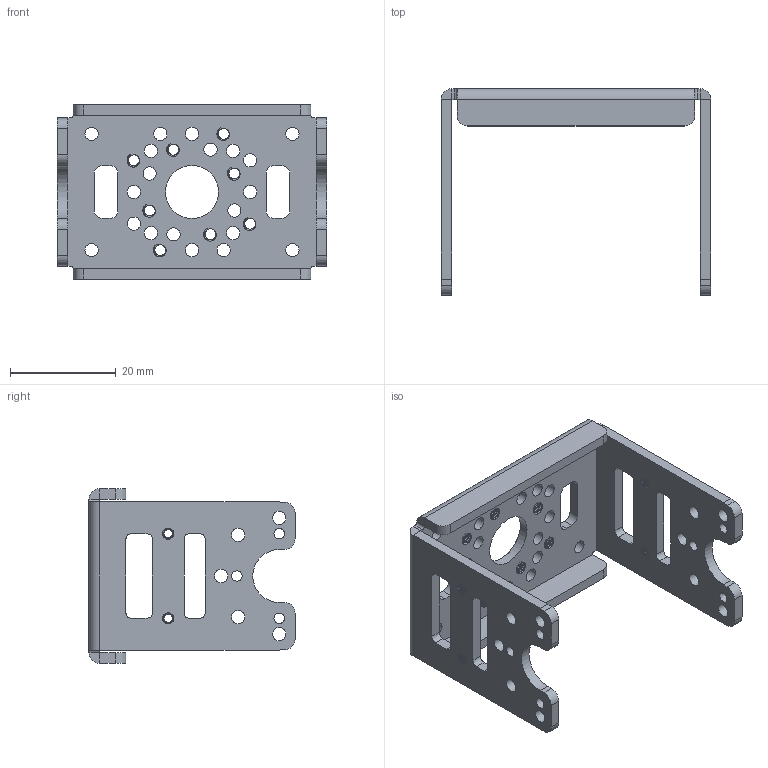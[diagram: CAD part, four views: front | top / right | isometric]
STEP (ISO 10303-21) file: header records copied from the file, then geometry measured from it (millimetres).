
FILE_DESCRIPTION(/* description */ (''),/* implementation_level */ '2;1');
FILE_NAME(/* name */ 'FR05-H101.step',/* time_stamp */ '2019-12-10T23:29:09+00:00',/* author */ (''),/* organization */ (''),/* preprocessor_version */ 'ST-DEVELOPER v18',/* originating_system */ 'Autodesk Translation Framework v8.12.0.6',/* authorisation */ '');
FILE_SCHEMA (('AUTOMOTIVE_DESIGN { 1 0 10303 214 3 1 1 }'));
Length unit declared in the file: millimetre
Products named in the file (1): FR05-H101
Bounding box: 51 x 39 x 33 mm (x, y, z)
Volume: 6613 mm3; surface area: 8579.5 mm2
Topology: 1 solids, 1 shells, 345 faces, 1038 edges, 695 vertices
Faces by surface type: cylinder 227, plane 76, bspline 24, cone 18
Full cylindrical faces by diameter (mm): 1.623 x13, 2 x6, 2.074 x15, 2.075 x32, 2.5 x30, 2.58 x32, 10 x1
Entity records: 21987 total; most frequent: CARTESIAN_POINT 12761, ORIENTED_EDGE 2088, DIRECTION 1681, EDGE_CURVE 1044, VERTEX_POINT 701, AXIS2_PLACEMENT_3D 650, EDGE_LOOP 455, LINE 381
